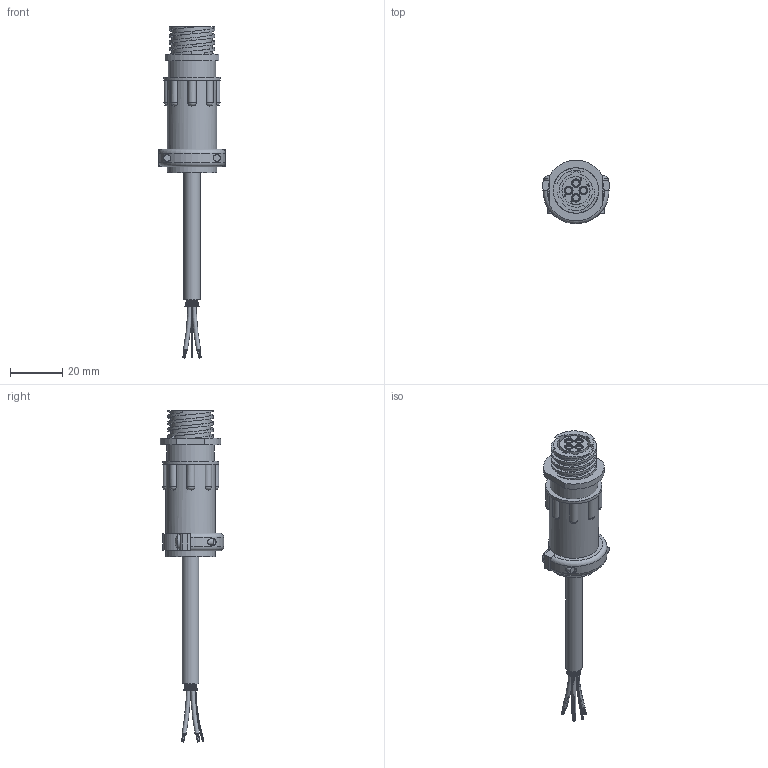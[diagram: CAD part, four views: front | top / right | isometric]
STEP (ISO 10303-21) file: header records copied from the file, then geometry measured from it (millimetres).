
FILE_DESCRIPTION(/* description */ (''),/* implementation_level */ '2;1');
FILE_NAME(/* name */ 'C613.stp',/* time_stamp */ '2021-05-28T09:17:57-04:00',/* author */ ('lcup'),/* organization */ (''),/* preprocessor_version */ 'ST-DEVELOPER v18',/* originating_system */ 'Autodesk Inventor 2020',/* authorisation */ '');
FILE_SCHEMA (('AUTOMOTIVE_DESIGN { 1 0 10303 214 3 1 1 }'));
Products named in the file (5): C613; C-0206430-02-3; C-206358-5; C-0202237-07-3; CB105
Assembly tree (7 placements, depth 2):
  C613
    C-0206430-02-3
    C-206358-5
    C-0202237-07-3  x4
    CB105
Bounding box: 25.53 x 24.34 x 127.64 mm (x, y, z)
Volume: 17976.8 mm3; surface area: 13174.5 mm2
Topology: 67 solids, 67 shells, 2235 faces, 6192 edges, 3615 vertices
Faces by surface type: plane 945, cylinder 668, bspline 490, torus 130, sphere 2
Full cylindrical faces by diameter (mm): 0.128 x19, 0.203 x48, 1.575 x4, 2.362 x8, 2.54 x2, 2.667 x4, 2.718 x4, 2.794 x2, 2.819 x4, 2.845 x4, 3.175 x4, 3.327 x8, 3.937 x1, 4.572 x1, 6.35 x1, 10.77 x1, 14.58 x1, 14.859 x1, 15.875 x5, 15.951 x1, 17.45 x3, 18.288 x1, 19.05 x2, 21.59 x1
Entity records: 89487 total; most frequent: CARTESIAN_POINT 43191, ORIENTED_EDGE 10296, DIRECTION 8766, EDGE_CURVE 5148, AXIS2_PLACEMENT_3D 3847, VERTEX_POINT 2985, CIRCLE 2434, EDGE_LOOP 1953
